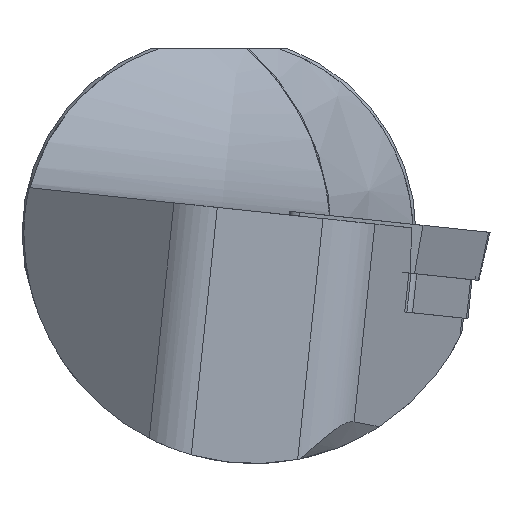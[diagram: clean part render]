
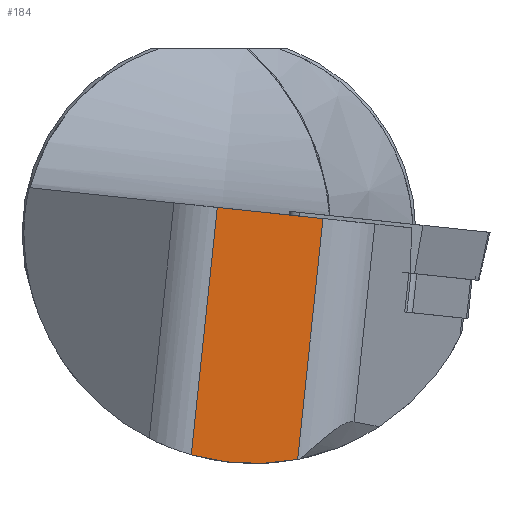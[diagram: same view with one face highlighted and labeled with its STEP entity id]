
A CAD part, left-side view. The second image highlights one B-rep face of the part: STEP entity #184.
In plain terms, the highlighted planar face has unit normal (-1, 0, 0).
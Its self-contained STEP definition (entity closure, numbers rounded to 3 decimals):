
#141=B_SPLINE_CURVE_WITH_KNOTS('',3,(#1326,#1327,#1328,#1329),
 .UNSPECIFIED.,.F.,.F.,(4,4),(0.,1.),.UNSPECIFIED.);
#184=ADVANCED_FACE('',(#259),#233,.F.);
#233=PLANE('',#997);
#259=FACE_OUTER_BOUND('',#306,.T.);
#306=EDGE_LOOP('',(#482,#483,#484,#485));
#361=LINE('',#1319,#420);
#362=LINE('',#1324,#421);
#420=VECTOR('',#1092,1.);
#421=VECTOR('',#1095,1.);
#482=ORIENTED_EDGE('',*,*,#837,.T.);
#483=ORIENTED_EDGE('',*,*,#838,.F.);
#484=ORIENTED_EDGE('',*,*,#839,.F.);
#485=ORIENTED_EDGE('',*,*,#840,.F.);
#746=VERTEX_POINT('',#1320);
#747=VERTEX_POINT('',#1321);
#748=VERTEX_POINT('',#1323);
#749=VERTEX_POINT('',#1325);
#837=EDGE_CURVE('',#746,#747,#361,.T.);
#838=EDGE_CURVE('',#748,#747,#963,.T.);
#839=EDGE_CURVE('',#749,#748,#362,.T.);
#840=EDGE_CURVE('',#746,#749,#141,.T.);
#963=CIRCLE('',#996,18.7);
#996=AXIS2_PLACEMENT_3D('',#1322,#1093,#1094);
#997=AXIS2_PLACEMENT_3D('',#1330,#1096,#1097);
#1092=DIRECTION('',(0.,0.105,-0.995));
#1093=DIRECTION('',(1.,0.,0.));
#1094=DIRECTION('',(0.,0.,-1.));
#1095=DIRECTION('',(0.,0.105,-0.995));
#1096=DIRECTION('',(1.,0.,0.));
#1097=DIRECTION('',(0.,0.,-1.));
#1319=CARTESIAN_POINT('',(0.,-36.538,351.108));
#1320=CARTESIAN_POINT('',(0.,0.145,2.098));
#1321=CARTESIAN_POINT('',(0.,2.256,-17.989));
#1322=CARTESIAN_POINT('',(0.,-2.85,0.));
#1323=CARTESIAN_POINT('',(0.,-6.382,-18.363));
#1324=CARTESIAN_POINT('',(0.,-45.12,350.206));
#1325=CARTESIAN_POINT('',(0.,-8.438,1.196));
#1326=CARTESIAN_POINT('',(0.,0.145,2.098));
#1327=CARTESIAN_POINT('',(0.,-2.716,1.798));
#1328=CARTESIAN_POINT('',(0.,-5.577,1.497));
#1329=CARTESIAN_POINT('',(0.,-8.438,1.196));
#1330=CARTESIAN_POINT('',(0.,0.,0.));
